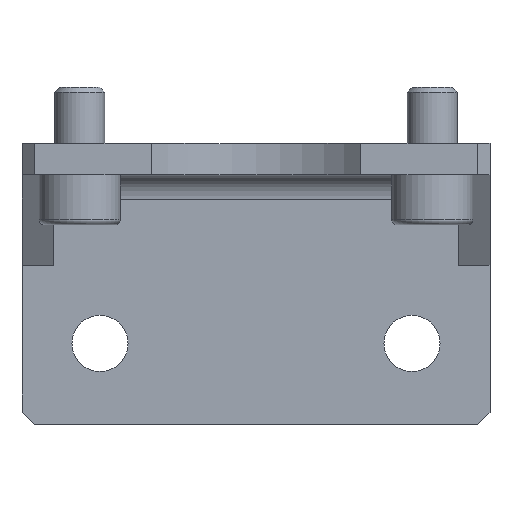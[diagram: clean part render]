
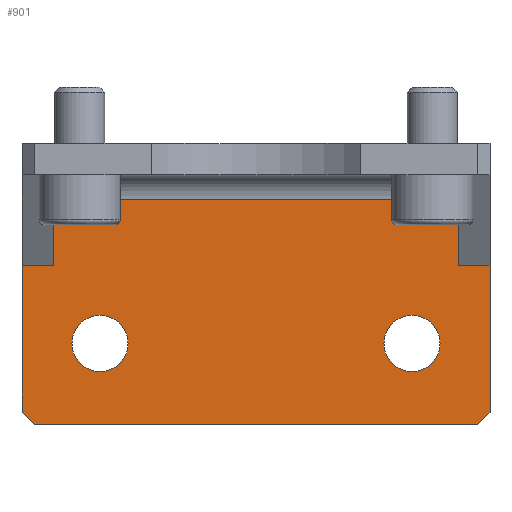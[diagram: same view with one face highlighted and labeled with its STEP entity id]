
A CAD part, top view. The second image highlights one B-rep face of the part: STEP entity #901.
In plain terms, the highlighted planar face has unit normal (0, 0, 1).
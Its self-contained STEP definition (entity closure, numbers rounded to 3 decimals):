
#53=LINE('',#1386,#124);
#54=LINE('',#1389,#125);
#66=LINE('',#1417,#137);
#68=LINE('',#1422,#139);
#69=LINE('',#1425,#140);
#70=LINE('',#1427,#141);
#71=LINE('',#1429,#142);
#72=LINE('',#1431,#143);
#73=LINE('',#1432,#144);
#74=LINE('',#1433,#145);
#124=VECTOR('',#1123,5.);
#125=VECTOR('',#1126,10.492);
#137=VECTOR('',#1146,5.);
#139=VECTOR('',#1152,10.492);
#140=VECTOR('',#1155,23.508);
#141=VECTOR('',#1156,2.828);
#142=VECTOR('',#1157,71.);
#143=VECTOR('',#1158,2.828);
#144=VECTOR('',#1159,23.508);
#145=VECTOR('',#1160,65.);
#202=FACE_BOUND('',#317,.T.);
#203=FACE_BOUND('',#318,.T.);
#247=FACE_OUTER_BOUND('',#316,.T.);
#316=EDGE_LOOP('',(#689,#690,#691,#692,#693,#694,#695,#696,#697,#698));
#317=EDGE_LOOP('',(#699));
#318=EDGE_LOOP('',(#700));
#363=CIRCLE('',#976,4.5);
#364=CIRCLE('',#977,4.5);
#411=VERTEX_POINT('',#1380);
#413=VERTEX_POINT('',#1384);
#414=VERTEX_POINT('',#1388);
#425=VERTEX_POINT('',#1414);
#426=VERTEX_POINT('',#1416);
#427=VERTEX_POINT('',#1420);
#428=VERTEX_POINT('',#1424);
#429=VERTEX_POINT('',#1426);
#430=VERTEX_POINT('',#1428);
#431=VERTEX_POINT('',#1430);
#432=VERTEX_POINT('',#1434);
#433=VERTEX_POINT('',#1436);
#505=EDGE_CURVE('',#411,#413,#53,.T.);
#506=EDGE_CURVE('',#414,#411,#54,.T.);
#520=EDGE_CURVE('',#426,#425,#66,.T.);
#523=EDGE_CURVE('',#425,#427,#68,.T.);
#524=EDGE_CURVE('',#413,#428,#69,.T.);
#525=EDGE_CURVE('',#429,#428,#70,.T.);
#526=EDGE_CURVE('',#430,#429,#71,.T.);
#527=EDGE_CURVE('',#431,#430,#72,.T.);
#528=EDGE_CURVE('',#426,#431,#73,.T.);
#529=EDGE_CURVE('',#414,#427,#74,.T.);
#530=EDGE_CURVE('',#432,#432,#363,.T.);
#531=EDGE_CURVE('',#433,#433,#364,.T.);
#689=ORIENTED_EDGE('',*,*,#505,.T.);
#690=ORIENTED_EDGE('',*,*,#524,.T.);
#691=ORIENTED_EDGE('',*,*,#525,.F.);
#692=ORIENTED_EDGE('',*,*,#526,.F.);
#693=ORIENTED_EDGE('',*,*,#527,.F.);
#694=ORIENTED_EDGE('',*,*,#528,.F.);
#695=ORIENTED_EDGE('',*,*,#520,.T.);
#696=ORIENTED_EDGE('',*,*,#523,.T.);
#697=ORIENTED_EDGE('',*,*,#529,.F.);
#698=ORIENTED_EDGE('',*,*,#506,.T.);
#699=ORIENTED_EDGE('',*,*,#530,.T.);
#700=ORIENTED_EDGE('',*,*,#531,.T.);
#800=PLANE('',#975);
#901=ADVANCED_FACE('',(#247,#202,#203),#800,.T.);
#975=AXIS2_PLACEMENT_3D('',#1423,#1153,#1154);
#976=AXIS2_PLACEMENT_3D('',#1435,#1161,#1162);
#977=AXIS2_PLACEMENT_3D('',#1437,#1163,#1164);
#1123=DIRECTION('',(-1.,0.,0.));
#1126=DIRECTION('',(0.,-1.,0.));
#1146=DIRECTION('',(-1.,0.,0.));
#1152=DIRECTION('',(0.,1.,0.));
#1153=DIRECTION('center_axis',(0.,0.,
1.));
#1154=DIRECTION('ref_axis',(1.,0.,0.));
#1155=DIRECTION('',(0.,-1.,0.));
#1156=DIRECTION('',(-0.707,0.707,0.));
#1157=DIRECTION('',(-1.,0.,0.));
#1158=DIRECTION('',(-0.707,-0.707,0.));
#1159=DIRECTION('',(0.,-1.,0.));
#1160=DIRECTION('',(1.,0.,0.));
#1161=DIRECTION('center_axis',(0.,0.,
-1.));
#1162=DIRECTION('ref_axis',(0.,-1.,0.));
#1163=DIRECTION('center_axis',(0.,0.,
-1.));
#1164=DIRECTION('ref_axis',(0.,-1.,0.));
#1380=CARTESIAN_POINT('',(-32.5,-19.492,5.));
#1384=CARTESIAN_POINT('',(-37.5,-19.492,5.));
#1386=CARTESIAN_POINT('',(0.,-19.492,5.));
#1388=CARTESIAN_POINT('',(-32.5,-9.,5.));
#1389=CARTESIAN_POINT('',(-32.5,-7.963,5.));
#1414=CARTESIAN_POINT('',(32.5,-19.492,5.));
#1416=CARTESIAN_POINT('',(37.5,-19.492,5.));
#1417=CARTESIAN_POINT('',(37.5,-19.492,5.));
#1420=CARTESIAN_POINT('',(32.5,-9.,5.));
#1422=CARTESIAN_POINT('',(32.5,-7.963,5.));
#1423=CARTESIAN_POINT('Origin',(37.5,-5.,5.));
#1424=CARTESIAN_POINT('',(-37.5,-43.,5.));
#1425=CARTESIAN_POINT('',(-37.5,-5.,5.));
#1426=CARTESIAN_POINT('',(-35.5,-45.,5.));
#1427=CARTESIAN_POINT('',(-27.75,-52.75,5.));
#1428=CARTESIAN_POINT('',(35.5,-45.,5.));
#1429=CARTESIAN_POINT('',(37.5,-45.,5.));
#1430=CARTESIAN_POINT('',(37.5,-43.,5.));
#1431=CARTESIAN_POINT('',(46.5,-34.,5.));
#1432=CARTESIAN_POINT('',(37.5,-5.,5.));
#1433=CARTESIAN_POINT('',(37.5,-9.,5.));
#1434=CARTESIAN_POINT('',(-25.,-27.5,5.));
#1435=CARTESIAN_POINT('Origin',(-25.,-32.,5.));
#1436=CARTESIAN_POINT('',(25.,-27.5,5.));
#1437=CARTESIAN_POINT('Origin',(25.,-32.,5.));
